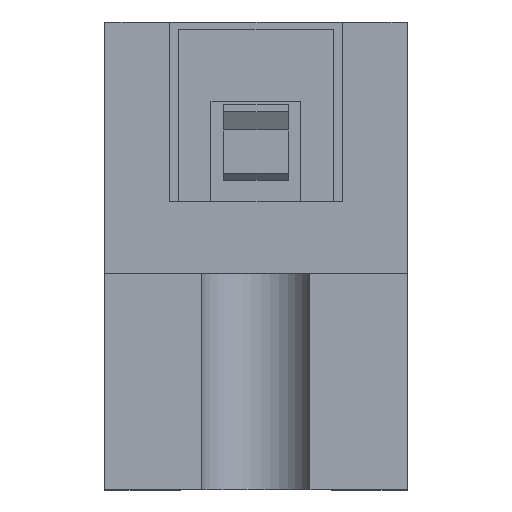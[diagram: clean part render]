
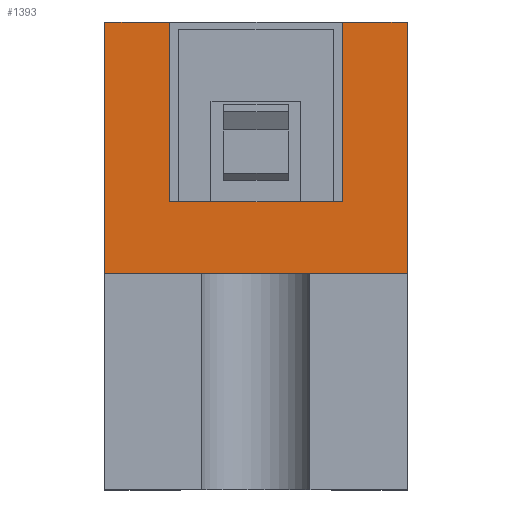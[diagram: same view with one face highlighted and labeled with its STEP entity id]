
A CAD part, left-side view. The second image highlights one B-rep face of the part: STEP entity #1393.
In plain terms, the highlighted planar face has unit normal (-1, 0, 0).
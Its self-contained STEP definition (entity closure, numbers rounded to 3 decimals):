
#1393 = ADVANCED_FACE( '', ( #2864 ), #2865, .T. );
#2864 = FACE_OUTER_BOUND( '', #4513, .T. );
#2865 = PLANE( '', #4514 );
#4513 = EDGE_LOOP( '', ( #7859, #7860, #7861, #7862, #7863, #7864, #7865, #7866 ) );
#4514 = AXIS2_PLACEMENT_3D( '', #7867, #7868, #7869 );
#7859 = ORIENTED_EDGE( '', *, *, #11842, .F. );
#7860 = ORIENTED_EDGE( '', *, *, #11592, .T. );
#7861 = ORIENTED_EDGE( '', *, *, #10829, .T. );
#7862 = ORIENTED_EDGE( '', *, *, #11578, .T. );
#7863 = ORIENTED_EDGE( '', *, *, #11271, .F. );
#7864 = ORIENTED_EDGE( '', *, *, #11843, .T. );
#7865 = ORIENTED_EDGE( '', *, *, #11844, .T. );
#7866 = ORIENTED_EDGE( '', *, *, #11575, .T. );
#7867 = CARTESIAN_POINT( '', ( -21.71, -4.2, -5. ) );
#7868 = DIRECTION( '', ( -1., 0., 0. ) );
#7869 = DIRECTION( '', ( 0., 0., 1. ) );
#10829 = EDGE_CURVE( '', #13176, #13174, #13177, .T. );
#11271 = EDGE_CURVE( '', #13906, #13908, #13909, .T. );
#11575 = EDGE_CURVE( '', #14377, #14378, #14379, .T. );
#11578 = EDGE_CURVE( '', #13174, #13908, #14383, .T. );
#11592 = EDGE_CURVE( '', #14399, #13176, #14406, .T. );
#11842 = EDGE_CURVE( '', #14399, #14378, #14760, .T. );
#11843 = EDGE_CURVE( '', #13906, #14761, #14762, .T. );
#11844 = EDGE_CURVE( '', #14761, #14377, #14763, .T. );
#13174 = VERTEX_POINT( '', #16538 );
#13176 = VERTEX_POINT( '', #16541 );
#13177 = LINE( '', #16542, #16543 );
#13906 = VERTEX_POINT( '', #17605 );
#13908 = VERTEX_POINT( '', #17608 );
#13909 = LINE( '', #17609, #17610 );
#14377 = VERTEX_POINT( '', #18312 );
#14378 = VERTEX_POINT( '', #18313 );
#14379 = LINE( '', #18314, #18315 );
#14383 = LINE( '', #18321, #18322 );
#14399 = VERTEX_POINT( '', #18346 );
#14406 = LINE( '', #18356, #18357 );
#14760 = LINE( '', #18872, #18873 );
#14761 = VERTEX_POINT( '', #18874 );
#14762 = LINE( '', #18875, #18876 );
#14763 = LINE( '', #18877, #18878 );
#16538 = CARTESIAN_POINT( '', ( -21.71, -4.2, 5. ) );
#16541 = CARTESIAN_POINT( '', ( -21.71, -4.2, -2. ) );
#16542 = CARTESIAN_POINT( '', ( -21.71, -4.2, -5. ) );
#16543 = VECTOR( '', #20452, 1000. );
#17605 = CARTESIAN_POINT( '', ( -21.71, -2.4, 0. ) );
#17608 = CARTESIAN_POINT( '', ( -21.71, -2.4, 5. ) );
#17609 = CARTESIAN_POINT( '', ( -21.71, -2.4, 0. ) );
#17610 = VECTOR( '', #20838, 1000. );
#18312 = CARTESIAN_POINT( '', ( -21.71, 2.4, 5. ) );
#18313 = CARTESIAN_POINT( '', ( -21.71, 4.2, 5. ) );
#18314 = CARTESIAN_POINT( '', ( -21.71, -4.2, 5. ) );
#18315 = VECTOR( '', #21112, 1000. );
#18321 = CARTESIAN_POINT( '', ( -21.71, -4.2, 5. ) );
#18322 = VECTOR( '', #21115, 1000. );
#18346 = CARTESIAN_POINT( '', ( -21.71, 4.2, -2. ) );
#18356 = CARTESIAN_POINT( '', ( -21.71, 4.2, -2. ) );
#18357 = VECTOR( '', #21130, 1000. );
#18872 = CARTESIAN_POINT( '', ( -21.71, 4.2, -5. ) );
#18873 = VECTOR( '', #21355, 1000. );
#18874 = CARTESIAN_POINT( '', ( -21.71, 2.4, 0. ) );
#18875 = CARTESIAN_POINT( '', ( -21.71, -2.4, 0. ) );
#18876 = VECTOR( '', #21356, 1000. );
#18877 = CARTESIAN_POINT( '', ( -21.71, 2.4, 0. ) );
#18878 = VECTOR( '', #21357, 1000. );
#20452 = DIRECTION( '', ( 0., 0., 1. ) );
#20838 = DIRECTION( '', ( 0., 0., 1. ) );
#21112 = DIRECTION( '', ( 0., 1., 0. ) );
#21115 = DIRECTION( '', ( 0., 1., 0. ) );
#21130 = DIRECTION( '', ( 0., -1., 0. ) );
#21355 = DIRECTION( '', ( 0., 0., 1. ) );
#21356 = DIRECTION( '', ( 0., 1., 0. ) );
#21357 = DIRECTION( '', ( 0., 0., 1. ) );
